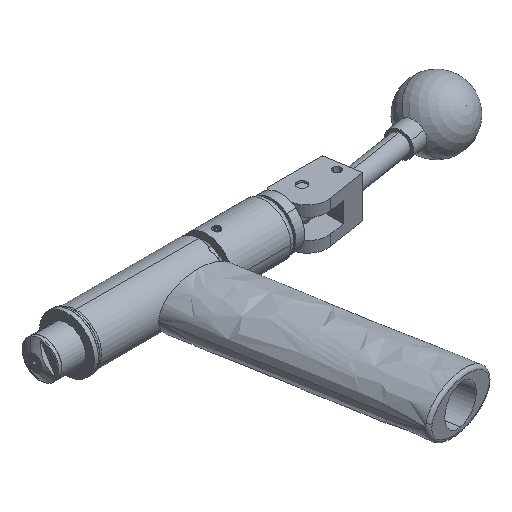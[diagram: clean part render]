
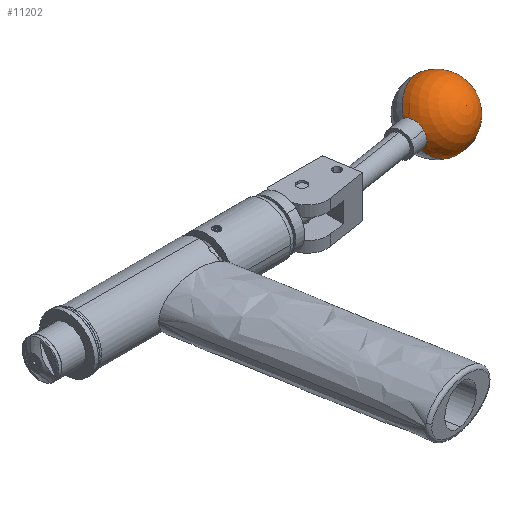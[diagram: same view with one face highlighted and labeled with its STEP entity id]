
A CAD part, isometric view. The second image highlights one B-rep face of the part: STEP entity #11202.
In plain terms, the highlighted spherical face has radius 15.875 mm.
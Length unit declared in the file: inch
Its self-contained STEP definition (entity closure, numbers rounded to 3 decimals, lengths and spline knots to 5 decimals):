
#1264 = CARTESIAN_POINT ( 'NONE',  ( 7.16742, 0.28004, 0. ) ) ;
#1575 = ORIENTED_EDGE ( 'NONE', *, *, #7620, .T. ) ;
#1731 = EDGE_LOOP ( 'NONE', ( #14496, #1575, #9688, #13659 ) ) ;
#2015 = VERTEX_POINT ( 'NONE', #11899 ) ;
#2666 = CARTESIAN_POINT ( 'NONE',  ( 6.62453, 0.04597, -0.20274 ) ) ;
#3621 = FACE_OUTER_BOUND ( 'NONE', #1731, .T. ) ;
#3746 = VERTEX_POINT ( 'NONE', #16064 ) ;
#4420 = AXIS2_PLACEMENT_3D ( 'NONE', #13429, #6871, #12207 ) ;
#4957 = SPHERICAL_SURFACE ( 'NONE', #13328, 0.625 ) ;
#5233 = EDGE_CURVE ( 'NONE', #2015, #5771, #8710, .T. ) ;
#5771 = VERTEX_POINT ( 'NONE', #2666 ) ;
#5954 = VERTEX_POINT ( 'NONE', #14367 ) ;
#6271 = DIRECTION ( 'NONE',  ( 0.127, -0.801, 0.585 ) ) ;
#6583 = EDGE_CURVE ( 'NONE', #5954, #5771, #9139, .T. ) ;
#6867 = DIRECTION ( 'NONE',  ( 0.127, -0.801, 0.585 ) ) ;
#6871 = DIRECTION ( 'NONE',  ( 0.127, -0.801, 0.585 ) ) ;
#7202 = DIRECTION ( 'NONE',  ( 0.988, 0.156, 0. ) ) ;
#7530 = DIRECTION ( 'NONE',  ( -0.127, 0.801, -0.585 ) ) ;
#7620 = EDGE_CURVE ( 'NONE', #5954, #3746, #16141, .T. ) ;
#7820 = AXIS2_PLACEMENT_3D ( 'NONE', #16290, #7530, #12591 ) ;
#7892 = DIRECTION ( 'NONE',  ( 0.127, -0.801, 0.585 ) ) ;
#8059 = DIRECTION ( 'NONE',  ( 0.988, 0.156, 0. ) ) ;
#8660 = CIRCLE ( 'NONE', #8940, 0.25 ) ;
#8710 = CIRCLE ( 'NONE', #9005, 0.25 ) ;
#8940 = AXIS2_PLACEMENT_3D ( 'NONE', #13280, #7202, #6867 ) ;
#9005 = AXIS2_PLACEMENT_3D ( 'NONE', #11788, #8059, #7892 ) ;
#9139 = CIRCLE ( 'NONE', #7820, 0.625 ) ;
#9688 = ORIENTED_EDGE ( 'NONE', *, *, #16105, .T. ) ;
#11202 = ADVANCED_FACE ( 'NONE', ( #3621 ), #4957, .T. ) ;
#11788 = CARTESIAN_POINT ( 'NONE',  ( 6.60165, 0.19044, 0. ) ) ;
#11899 = CARTESIAN_POINT ( 'NONE',  ( 6.63337, -0.00981, 0.14627 ) ) ;
#12207 = DIRECTION ( 'NONE',  ( 0., -0.59, -0.808 ) ) ;
#12591 = DIRECTION ( 'NONE',  ( 0., 0.59, 0.808 ) ) ;
#13280 = CARTESIAN_POINT ( 'NONE',  ( 6.60165, 0.19044, 0. ) ) ;
#13328 = AXIS2_PLACEMENT_3D ( 'NONE', #1264, #6271, #15205 ) ;
#13429 = CARTESIAN_POINT ( 'NONE',  ( 7.16742, 0.28004, 0. ) ) ;
#13659 = ORIENTED_EDGE ( 'NONE', *, *, #5233, .T. ) ;
#14367 = CARTESIAN_POINT ( 'NONE',  ( 7.78472, 0.37782, 0. ) ) ;
#14496 = ORIENTED_EDGE ( 'NONE', *, *, #6583, .F. ) ;
#15205 = DIRECTION ( 'NONE',  ( 0.092, -0.578, -0.811 ) ) ;
#16064 = CARTESIAN_POINT ( 'NONE',  ( 6.57877, 0.3349, 0.20274 ) ) ;
#16105 = EDGE_CURVE ( 'NONE', #3746, #2015, #8660, .T. ) ;
#16141 = CIRCLE ( 'NONE', #4420, 0.625 ) ;
#16290 = CARTESIAN_POINT ( 'NONE',  ( 7.16742, 0.28004, 0. ) ) ;
